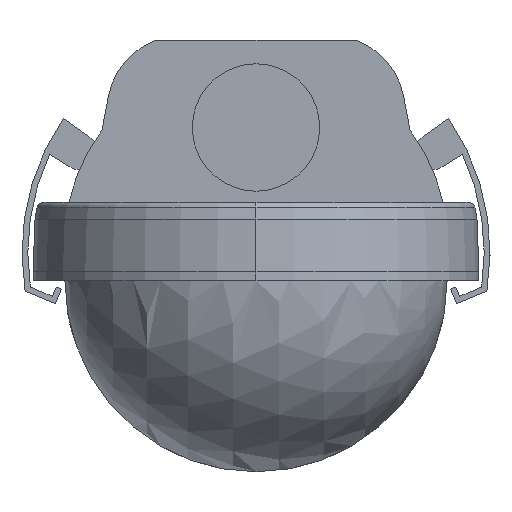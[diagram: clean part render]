
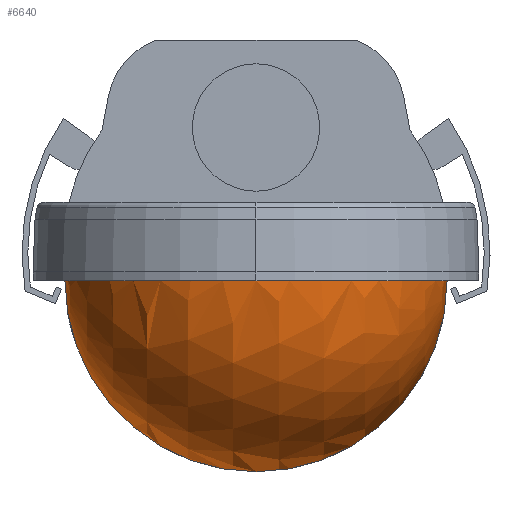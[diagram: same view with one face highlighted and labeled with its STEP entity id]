
A CAD part, left-side view. The second image highlights one B-rep face of the part: STEP entity #6640.
In plain terms, the highlighted spherical face has radius 33.005 mm.
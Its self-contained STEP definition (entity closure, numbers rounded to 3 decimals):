
#54 = CARTESIAN_POINT ( 'NONE',  ( 0., -711., -74.505 ) ) ;
#155 = DIRECTION ( 'NONE',  ( 1., 0., 0. ) ) ;
#184 = DIRECTION ( 'NONE',  ( 0., -1., 0. ) ) ;
#678 = EDGE_LOOP ( 'NONE', ( #1923, #3213, #2546 ) ) ;
#1476 = CARTESIAN_POINT ( 'NONE',  ( -33.005, -711., -41.5 ) ) ;
#1501 = FACE_OUTER_BOUND ( 'NONE', #678, .T. ) ;
#1545 = DIRECTION ( 'NONE',  ( 0., 0., -1. ) ) ;
#1601 = DIRECTION ( 'NONE',  ( 0., 0., 1. ) ) ;
#1923 = ORIENTED_EDGE ( 'NONE', *, *, #6811, .T. ) ;
#2210 = VERTEX_POINT ( 'NONE', #7648 ) ;
#2546 = ORIENTED_EDGE ( 'NONE', *, *, #2723, .F. ) ;
#2610 = CIRCLE ( 'NONE', #6216, 33.005 ) ;
#2723 = EDGE_CURVE ( 'NONE', #7928, #2210, #8323, .T. ) ;
#3213 = ORIENTED_EDGE ( 'NONE', *, *, #7560, .T. ) ;
#4101 = CARTESIAN_POINT ( 'NONE',  ( 0., -711., -41.5 ) ) ;
#4453 = VERTEX_POINT ( 'NONE', #54 ) ;
#4835 = DIRECTION ( 'NONE',  ( 0., -1., 0. ) ) ;
#5215 = AXIS2_PLACEMENT_3D ( 'NONE', #7374, #1601, #6737 ) ;
#5335 = SPHERICAL_SURFACE ( 'NONE', #5692, 33.005 ) ;
#5692 = AXIS2_PLACEMENT_3D ( 'NONE', #7916, #155, #7106 ) ;
#6216 = AXIS2_PLACEMENT_3D ( 'NONE', #4101, #184, #7859 ) ;
#6620 = CIRCLE ( 'NONE', #7847, 33.005 ) ;
#6640 = ADVANCED_FACE ( 'NONE', ( #1501 ), #5335, .T. ) ;
#6737 = DIRECTION ( 'NONE',  ( 0., -1., 0. ) ) ;
#6811 = EDGE_CURVE ( 'NONE', #7928, #4453, #6620, .T. ) ;
#7106 = DIRECTION ( 'NONE',  ( 0., -1., 0. ) ) ;
#7319 = CARTESIAN_POINT ( 'NONE',  ( 0., -711., -41.5 ) ) ;
#7374 = CARTESIAN_POINT ( 'NONE',  ( 0., -711., -41.5 ) ) ;
#7560 = EDGE_CURVE ( 'NONE', #4453, #2210, #2610, .T. ) ;
#7648 = CARTESIAN_POINT ( 'NONE',  ( 33.005, -711., -41.5 ) ) ;
#7847 = AXIS2_PLACEMENT_3D ( 'NONE', #7319, #4835, #1545 ) ;
#7859 = DIRECTION ( 'NONE',  ( 0., 0., -1. ) ) ;
#7916 = CARTESIAN_POINT ( 'NONE',  ( 0., -711., -41.5 ) ) ;
#7928 = VERTEX_POINT ( 'NONE', #1476 ) ;
#8323 = CIRCLE ( 'NONE', #5215, 33.005 ) ;
